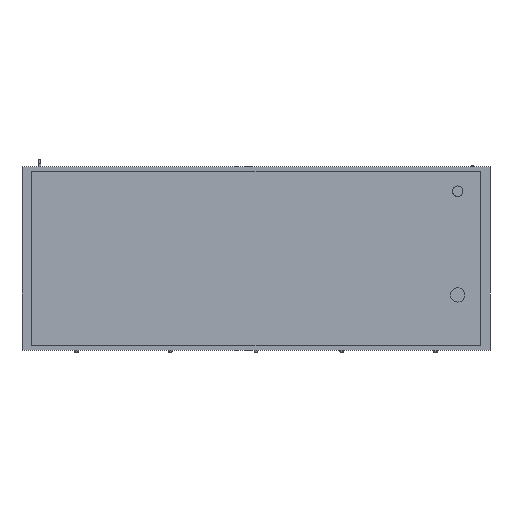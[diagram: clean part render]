
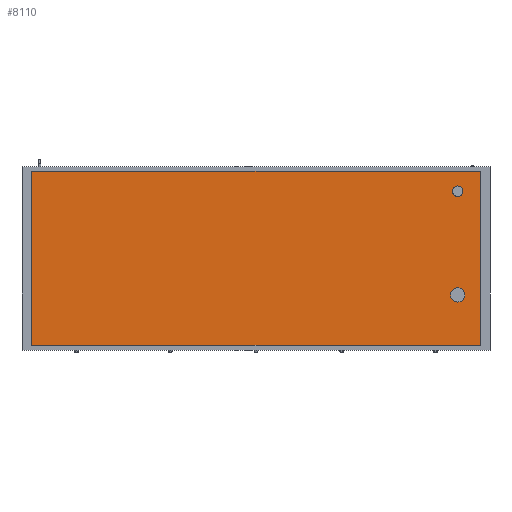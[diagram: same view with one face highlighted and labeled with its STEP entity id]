
A CAD part, front view. The second image highlights one B-rep face of the part: STEP entity #8110.
In plain terms, the highlighted planar face has unit normal (0, -1, 0).
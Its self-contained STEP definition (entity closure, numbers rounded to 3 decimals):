
#470=FACE_OUTER_BOUND('',#1003,.T.);
#1003=EDGE_LOOP('',(#5421,#5422,#5423,#5424));
#1553=LINE('',#11923,#2509);
#1556=LINE('',#11928,#2512);
#1559=LINE('',#11933,#2515);
#1560=LINE('',#11935,#2516);
#2509=VECTOR('',#9502,10.);
#2512=VECTOR('',#9507,10.);
#2515=VECTOR('',#9512,10.);
#2516=VECTOR('',#9515,10.);
#3457=VERTEX_POINT('',#11921);
#3458=VERTEX_POINT('',#11922);
#3459=VERTEX_POINT('',#11927);
#3460=VERTEX_POINT('',#11931);
#4233=EDGE_CURVE('',#3457,#3458,#1553,.T.);
#4236=EDGE_CURVE('',#3459,#3458,#1556,.T.);
#4239=EDGE_CURVE('',#3457,#3460,#1559,.T.);
#4240=EDGE_CURVE('',#3459,#3460,#1560,.T.);
#5421=ORIENTED_EDGE('',*,*,#4239,.T.);
#5422=ORIENTED_EDGE('',*,*,#4240,.F.);
#5423=ORIENTED_EDGE('',*,*,#4236,.T.);
#5424=ORIENTED_EDGE('',*,*,#4233,.F.);
#7675=PLANE('',#8735);
#8110=ADVANCED_FACE('',(#470),#7675,.T.);
#8735=AXIS2_PLACEMENT_3D('',#11934,#9513,#9514);
#9502=DIRECTION('',(0.,0.,1.));
#9507=DIRECTION('',(-1.,0.,0.));
#9512=DIRECTION('',(1.,0.,0.));
#9513=DIRECTION('center_axis',(0.,-1.,0.));
#9514=DIRECTION('ref_axis',(0.,0.,-1.));
#9515=DIRECTION('',(0.,0.,-1.));
#11921=CARTESIAN_POINT('',(-850.,-185.,-330.));
#11922=CARTESIAN_POINT('',(-850.,-185.,330.));
#11923=CARTESIAN_POINT('',(-850.,-185.,330.));
#11927=CARTESIAN_POINT('',(850.,-185.,330.));
#11928=CARTESIAN_POINT('',(0.,-185.,330.));
#11931=CARTESIAN_POINT('',(850.,-185.,-330.));
#11933=CARTESIAN_POINT('',(0.,-185.,-330.));
#11934=CARTESIAN_POINT('Origin',(0.,-185.,330.));
#11935=CARTESIAN_POINT('',(850.,-185.,330.));
